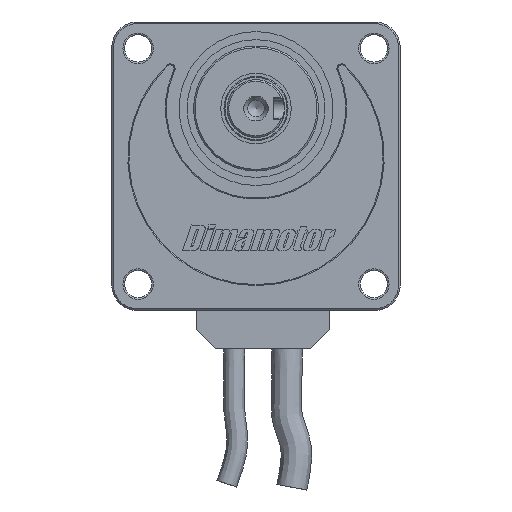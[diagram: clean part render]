
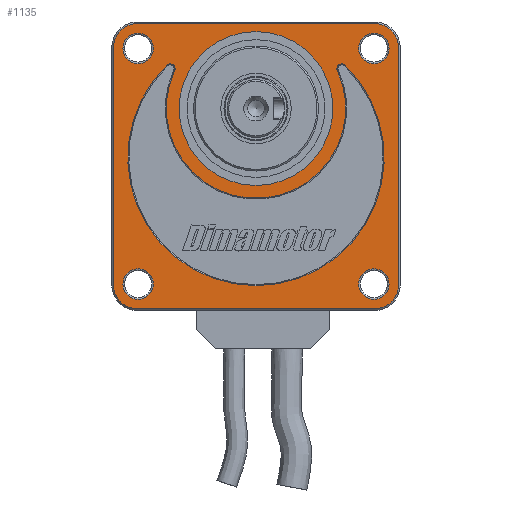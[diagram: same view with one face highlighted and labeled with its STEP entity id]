
A CAD part, front view. The second image highlights one B-rep face of the part: STEP entity #1135.
In plain terms, the highlighted planar face has unit normal (0, -1, 0).
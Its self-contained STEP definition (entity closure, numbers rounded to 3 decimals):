
#1135 = ADVANCED_FACE( '', ( #2567, #2568, #2569, #2570, #2571, #2572, #2573 ), #2574, .T. );
#2567 = FACE_BOUND( '', #4747, .T. );
#2568 = FACE_BOUND( '', #4748, .T. );
#2569 = FACE_BOUND( '', #4749, .T. );
#2570 = FACE_BOUND( '', #4750, .T. );
#2571 = FACE_OUTER_BOUND( '', #4751, .T. );
#2572 = FACE_BOUND( '', #4752, .T. );
#2573 = FACE_BOUND( '', #4753, .T. );
#2574 = PLANE( '', #4754 );
#4747 = EDGE_LOOP( '', ( #7905 ) );
#4748 = EDGE_LOOP( '', ( #7906 ) );
#4749 = EDGE_LOOP( '', ( #7907 ) );
#4750 = EDGE_LOOP( '', ( #7908 ) );
#4751 = EDGE_LOOP( '', ( #7909, #7910, #7911, #7912, #7913, #7914, #7915, #7916 ) );
#4752 = EDGE_LOOP( '', ( #7917 ) );
#4753 = EDGE_LOOP( '', ( #7918, #7919, #7920, #7921 ) );
#4754 = AXIS2_PLACEMENT_3D( '', #7922, #7923, #7924 );
#7905 = ORIENTED_EDGE( '', *, *, #11856, .T. );
#7906 = ORIENTED_EDGE( '', *, *, #11220, .T. );
#7907 = ORIENTED_EDGE( '', *, *, #10941, .T. );
#7908 = ORIENTED_EDGE( '', *, *, #12018, .T. );
#7909 = ORIENTED_EDGE( '', *, *, #12019, .T. );
#7910 = ORIENTED_EDGE( '', *, *, #12020, .T. );
#7911 = ORIENTED_EDGE( '', *, *, #12021, .T. );
#7912 = ORIENTED_EDGE( '', *, *, #12022, .T. );
#7913 = ORIENTED_EDGE( '', *, *, #12023, .T. );
#7914 = ORIENTED_EDGE( '', *, *, #12024, .T. );
#7915 = ORIENTED_EDGE( '', *, *, #11526, .T. );
#7916 = ORIENTED_EDGE( '', *, *, #12025, .T. );
#7917 = ORIENTED_EDGE( '', *, *, #12026, .T. );
#7918 = ORIENTED_EDGE( '', *, *, #11553, .T. );
#7919 = ORIENTED_EDGE( '', *, *, #10946, .T. );
#7920 = ORIENTED_EDGE( '', *, *, #12027, .T. );
#7921 = ORIENTED_EDGE( '', *, *, #12028, .T. );
#7922 = CARTESIAN_POINT( '', ( 0., -46.5, 0. ) );
#7923 = DIRECTION( '', ( 0., -1., 0. ) );
#7924 = DIRECTION( '', ( 0., 0., -1. ) );
#10941 = EDGE_CURVE( '', #12781, #12781, #12782, .F. );
#10946 = EDGE_CURVE( '', #12785, #12789, #12791, .T. );
#11220 = EDGE_CURVE( '', #13269, #13269, #13270, .F. );
#11526 = EDGE_CURVE( '', #13771, #13773, #13775, .T. );
#11553 = EDGE_CURVE( '', #13815, #12785, #13818, .T. );
#11856 = EDGE_CURVE( '', #14292, #14292, #14293, .F. );
#12018 = EDGE_CURVE( '', #14511, #14511, #14512, .F. );
#12019 = EDGE_CURVE( '', #14513, #14514, #14515, .T. );
#12020 = EDGE_CURVE( '', #14514, #14516, #14517, .T. );
#12021 = EDGE_CURVE( '', #14516, #14518, #14519, .T. );
#12022 = EDGE_CURVE( '', #14518, #14520, #14521, .T. );
#12023 = EDGE_CURVE( '', #14520, #14522, #14523, .T. );
#12024 = EDGE_CURVE( '', #14522, #13771, #14524, .T. );
#12025 = EDGE_CURVE( '', #13773, #14513, #14525, .T. );
#12026 = EDGE_CURVE( '', #14526, #14526, #14527, .T. );
#12027 = EDGE_CURVE( '', #12789, #14528, #14529, .T. );
#12028 = EDGE_CURVE( '', #14528, #13815, #14530, .T. );
#12781 = VERTEX_POINT( '', #15460 );
#12782 = CIRCLE( '', #15461, 4.75 );
#12785 = VERTEX_POINT( '', #15464 );
#12789 = VERTEX_POINT( '', #15469 );
#12791 = CIRCLE( '', #15472, 1.5 );
#13269 = VERTEX_POINT( '', #16248 );
#13270 = CIRCLE( '', #16249, 4.75 );
#13771 = VERTEX_POINT( '', #17038 );
#13773 = VERTEX_POINT( '', #17041 );
#13775 = CIRCLE( '', #17044, 7.5 );
#13815 = VERTEX_POINT( '', #17103 );
#13818 = CIRCLE( '', #17107, 28. );
#14292 = VERTEX_POINT( '', #18148 );
#14293 = CIRCLE( '', #18149, 4.75 );
#14511 = VERTEX_POINT( '', #18506 );
#14512 = CIRCLE( '', #18507, 4.75 );
#14513 = VERTEX_POINT( '', #18508 );
#14514 = VERTEX_POINT( '', #18509 );
#14515 = CIRCLE( '', #18510, 7.5 );
#14516 = VERTEX_POINT( '', #18511 );
#14517 = LINE( '', #18512, #18513 );
#14518 = VERTEX_POINT( '', #18514 );
#14519 = CIRCLE( '', #18515, 7.5 );
#14520 = VERTEX_POINT( '', #18516 );
#14521 = LINE( '', #18517, #18518 );
#14522 = VERTEX_POINT( '', #18519 );
#14523 = CIRCLE( '', #18520, 7.5 );
#14524 = LINE( '', #18521, #18522 );
#14525 = LINE( '', #18523, #18524 );
#14526 = VERTEX_POINT( '', #18525 );
#14527 = CIRCLE( '', #18526, 24. );
#14528 = VERTEX_POINT( '', #18527 );
#14529 = CIRCLE( '', #18528, 40. );
#14530 = CIRCLE( '', #18529, 1.5 );
#15460 = CARTESIAN_POINT( '', ( -36.77, -46.5, -41.52 ) );
#15461 = AXIS2_PLACEMENT_3D( '', #20045, #20046, #20047 );
#15464 = CARTESIAN_POINT( '', ( 25.391, -46.5, 29.802 ) );
#15469 = CARTESIAN_POINT( '', ( 27.794, -46.5, 31.513 ) );
#15472 = AXIS2_PLACEMENT_3D( '', #20053, #20054, #20055 );
#16248 = CARTESIAN_POINT( '', ( 36.77, -46.5, 32.02 ) );
#16249 = AXIS2_PLACEMENT_3D( '', #20404, #20405, #20406 );
#17038 = CARTESIAN_POINT( '', ( 44.5, -46.5, 37. ) );
#17041 = CARTESIAN_POINT( '', ( 37., -46.5, 44.5 ) );
#17044 = AXIS2_PLACEMENT_3D( '', #20737, #20738, #20739 );
#17103 = CARTESIAN_POINT( '', ( -25.391, -46.5, 29.802 ) );
#17107 = AXIS2_PLACEMENT_3D( '', #20771, #20772, #20773 );
#18148 = CARTESIAN_POINT( '', ( 36.77, -46.5, -41.52 ) );
#18149 = AXIS2_PLACEMENT_3D( '', #21119, #21120, #21121 );
#18506 = CARTESIAN_POINT( '', ( -36.77, -46.5, 32.02 ) );
#18507 = AXIS2_PLACEMENT_3D( '', #21308, #21309, #21310 );
#18508 = CARTESIAN_POINT( '', ( -37., -46.5, 44.5 ) );
#18509 = CARTESIAN_POINT( '', ( -44.5, -46.5, 37. ) );
#18510 = AXIS2_PLACEMENT_3D( '', #21311, #21312, #21313 );
#18511 = CARTESIAN_POINT( '', ( -44.5, -46.5, -37. ) );
#18512 = CARTESIAN_POINT( '', ( -44.5, -46.5, -37. ) );
#18513 = VECTOR( '', #21314, 1000. );
#18514 = CARTESIAN_POINT( '', ( -37., -46.5, -44.5 ) );
#18515 = AXIS2_PLACEMENT_3D( '', #21315, #21316, #21317 );
#18516 = CARTESIAN_POINT( '', ( 37., -46.5, -44.5 ) );
#18517 = CARTESIAN_POINT( '', ( 37., -46.5, -44.5 ) );
#18518 = VECTOR( '', #21318, 1000. );
#18519 = CARTESIAN_POINT( '', ( 44.5, -46.5, -37. ) );
#18520 = AXIS2_PLACEMENT_3D( '', #21319, #21320, #21321 );
#18521 = CARTESIAN_POINT( '', ( 44.5, -46.5, 37. ) );
#18522 = VECTOR( '', #21322, 1000. );
#18523 = CARTESIAN_POINT( '', ( -37., -46.5, 44.5 ) );
#18524 = VECTOR( '', #21323, 1000. );
#18525 = CARTESIAN_POINT( '', ( 24., -46.5, 18. ) );
#18526 = AXIS2_PLACEMENT_3D( '', #21324, #21325, #21326 );
#18527 = CARTESIAN_POINT( '', ( -27.794, -46.5, 31.513 ) );
#18528 = AXIS2_PLACEMENT_3D( '', #21327, #21328, #21329 );
#18529 = AXIS2_PLACEMENT_3D( '', #21330, #21331, #21332 );
#20045 = CARTESIAN_POINT( '', ( -36.77, -46.5, -36.77 ) );
#20046 = DIRECTION( '', ( 0., -1., 0. ) );
#20047 = DIRECTION( '', ( 0., 0., -1. ) );
#20053 = CARTESIAN_POINT( '', ( 26.752, -46.5, 30.434 ) );
#20054 = DIRECTION( '', ( 0., 1., 0. ) );
#20055 = DIRECTION( '', ( 1., 0., 0. ) );
#20404 = CARTESIAN_POINT( '', ( 36.77, -46.5, 36.77 ) );
#20405 = DIRECTION( '', ( 0., -1., 0. ) );
#20406 = DIRECTION( '', ( 0., 0., -1. ) );
#20737 = CARTESIAN_POINT( '', ( 37., -46.5, 37. ) );
#20738 = DIRECTION( '', ( 0., -1., 0. ) );
#20739 = DIRECTION( '', ( 0., 0., -1. ) );
#20771 = CARTESIAN_POINT( '', ( 0., -46.5, 18. ) );
#20772 = DIRECTION( '', ( 0., -1., 0. ) );
#20773 = DIRECTION( '', ( 0., 0., 1. ) );
#21119 = CARTESIAN_POINT( '', ( 36.77, -46.5, -36.77 ) );
#21120 = DIRECTION( '', ( 0., -1., 0. ) );
#21121 = DIRECTION( '', ( 0., 0., -1. ) );
#21308 = CARTESIAN_POINT( '', ( -36.77, -46.5, 36.77 ) );
#21309 = DIRECTION( '', ( 0., -1., 0. ) );
#21310 = DIRECTION( '', ( 0., 0., -1. ) );
#21311 = CARTESIAN_POINT( '', ( -37., -46.5, 37. ) );
#21312 = DIRECTION( '', ( 0., -1., 0. ) );
#21313 = DIRECTION( '', ( 0., 0., -1. ) );
#21314 = DIRECTION( '', ( 0., 0., -1. ) );
#21315 = CARTESIAN_POINT( '', ( -37., -46.5, -37. ) );
#21316 = DIRECTION( '', ( 0., -1., 0. ) );
#21317 = DIRECTION( '', ( 0., 0., -1. ) );
#21318 = DIRECTION( '', ( 1., 0., 0. ) );
#21319 = CARTESIAN_POINT( '', ( 37., -46.5, -37. ) );
#21320 = DIRECTION( '', ( 0., -1., 0. ) );
#21321 = DIRECTION( '', ( 0., 0., -1. ) );
#21322 = DIRECTION( '', ( 0., 0., 1. ) );
#21323 = DIRECTION( '', ( -1., 0., 0. ) );
#21324 = CARTESIAN_POINT( '', ( 0., -46.5, 18. ) );
#21325 = DIRECTION( '', ( 0., 1., 0. ) );
#21326 = DIRECTION( '', ( 1., 0., 0. ) );
#21327 = CARTESIAN_POINT( '', ( 0., -46.5, 2.746 ) );
#21328 = DIRECTION( '', ( 0., 1., 0. ) );
#21329 = DIRECTION( '', ( 0., 0., 1. ) );
#21330 = CARTESIAN_POINT( '', ( -26.752, -46.5, 30.434 ) );
#21331 = DIRECTION( '', ( 0., 1., 0. ) );
#21332 = DIRECTION( '', ( -1., 0., 0. ) );
